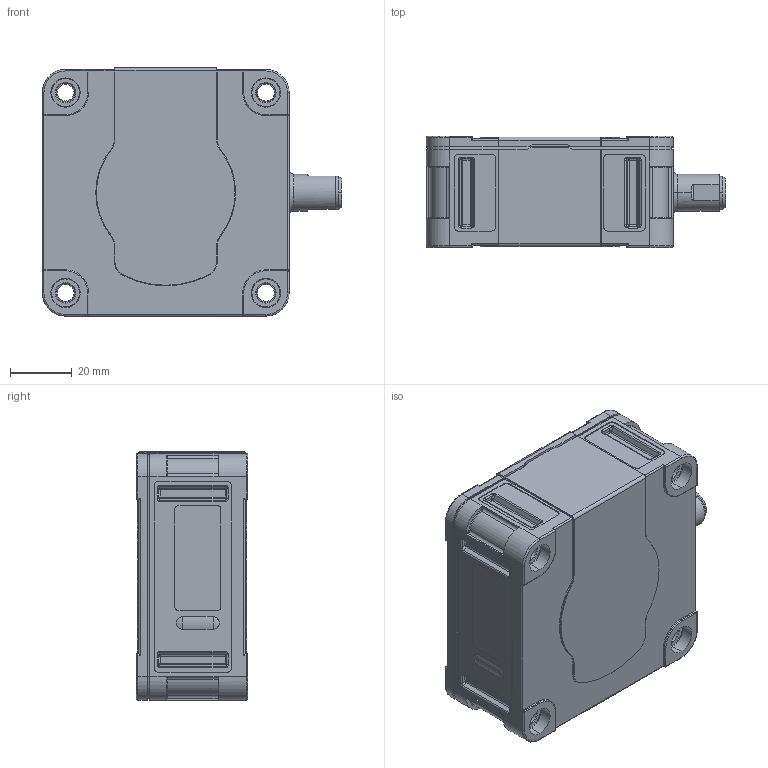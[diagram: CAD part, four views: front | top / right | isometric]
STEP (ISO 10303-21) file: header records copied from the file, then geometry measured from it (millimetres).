
FILE_DESCRIPTION((''),'2;1');
FILE_NAME('CAD-7249_SW0001','2021-05-05T10:47:32',('creinig-se'),(''),'CREO PARAMETRIC BY PTC INC, 2019292','CREO PARAMETRIC BY PTC INC, 2019292','');
FILE_SCHEMA(('CONFIG_CONTROL_DESIGN','SHAPE_APPEARANCE_LAYERS_GROUPS'));
Length unit declared in the file: millimetre
Products named in the file (1): CAD-7249_SW0001
Bounding box: 97.05 x 36.1 x 80.5 mm (x, y, z)
Volume: 212938.9 mm3; surface area: 34946.8 mm2
Topology: 1 solids, 1 shells, 900 faces, 2199 edges, 1316 vertices
Faces by surface type: cylinder 393, plane 275, torus 80, cone 70, bspline 48, sphere 34
Entity records: 36747 total; most frequent: CARTESIAN_POINT 9500, DIRECTION 4469, ORIENTED_EDGE 4320, EDGE_CURVE 2160, AXIS2_PLACEMENT_3D 1747, VERTEX_POINT 1308, VECTOR 975, LINE 975
